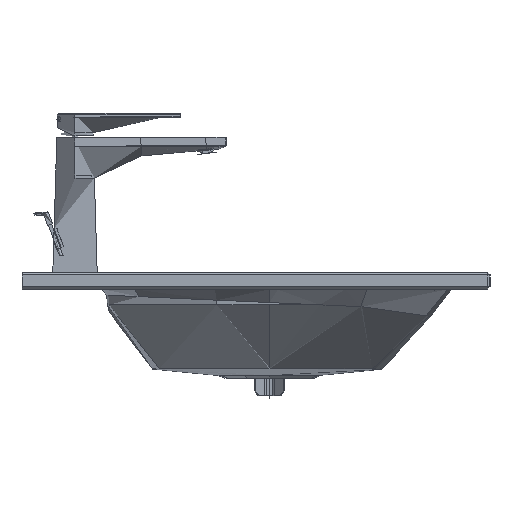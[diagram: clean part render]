
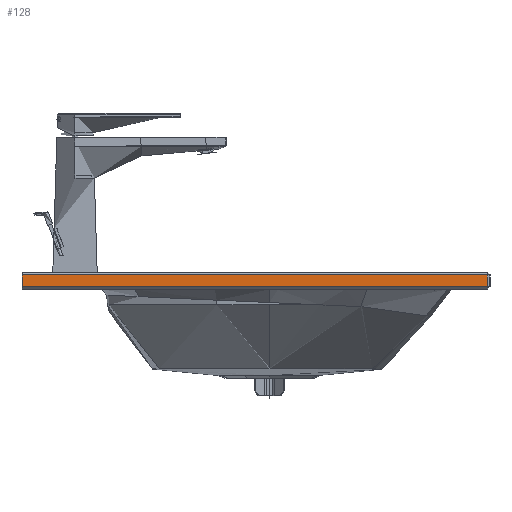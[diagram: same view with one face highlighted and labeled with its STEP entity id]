
A CAD part, left-side view. The second image highlights one B-rep face of the part: STEP entity #128.
In plain terms, the highlighted planar face has unit normal (-1, 0, 0).
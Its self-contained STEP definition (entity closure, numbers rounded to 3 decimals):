
#128=ADVANCED_FACE('',(#432),#5155,.T.);
#432=FACE_OUTER_BOUND('',#736,.T.);
#736=EDGE_LOOP('',(#1270,#1271,#1272,#1273));
#1270=ORIENTED_EDGE('',*,*,#2798,.F.);
#1271=ORIENTED_EDGE('',*,*,#2799,.F.);
#1272=ORIENTED_EDGE('',*,*,#2800,.F.);
#1273=ORIENTED_EDGE('',*,*,#2797,.F.);
#2797=EDGE_CURVE('',#4693,#4694,#3740,.T.);
#2798=EDGE_CURVE('',#4695,#4693,#3741,.T.);
#2799=EDGE_CURVE('',#4696,#4695,#3742,.T.);
#2800=EDGE_CURVE('',#4694,#4696,#3743,.T.);
#3740=B_SPLINE_CURVE_WITH_KNOTS('',1,(#107592,#107593),.UNSPECIFIED.,.F.,
 .F.,(2,2),(-12.,0.),.UNSPECIFIED.);
#3741=B_SPLINE_CURVE_WITH_KNOTS('',1,(#107594,#107595),.UNSPECIFIED.,.F.,
 .F.,(2,2),(-482.,0.),.UNSPECIFIED.);
#3742=B_SPLINE_CURVE_WITH_KNOTS('',1,(#107596,#107597),.UNSPECIFIED.,.F.,
 .F.,(2,2),(-12.,0.),.UNSPECIFIED.);
#3743=B_SPLINE_CURVE_WITH_KNOTS('',1,(#107598,#107599),.UNSPECIFIED.,.F.,
 .F.,(2,2),(-482.,0.),.UNSPECIFIED.);
#4693=VERTEX_POINT('',#103712);
#4694=VERTEX_POINT('',#103713);
#4695=VERTEX_POINT('',#103714);
#4696=VERTEX_POINT('',#103715);
#5155=PLANE('',#5479);
#5479=AXIS2_PLACEMENT_3D('',#46185,#5539,$);
#5539=DIRECTION('',(-1.,0.,0.));
#46185=CARTESIAN_POINT('',(-609.955,290.701,38.763));
#103712=CARTESIAN_POINT('',(-609.955,242.5,39.964));
#103713=CARTESIAN_POINT('',(-609.955,242.5,51.964));
#103714=CARTESIAN_POINT('',(-609.955,-239.5,39.964));
#103715=CARTESIAN_POINT('',(-609.955,-239.5,51.964));
#107592=CARTESIAN_POINT('',(-609.955,242.5,39.964));
#107593=CARTESIAN_POINT('',(-609.955,242.5,51.964));
#107594=CARTESIAN_POINT('',(-609.955,-239.5,39.964));
#107595=CARTESIAN_POINT('',(-609.955,242.5,39.964));
#107596=CARTESIAN_POINT('',(-609.955,-239.5,51.964));
#107597=CARTESIAN_POINT('',(-609.955,-239.5,39.964));
#107598=CARTESIAN_POINT('',(-609.955,242.5,51.964));
#107599=CARTESIAN_POINT('',(-609.955,-239.5,51.964));
